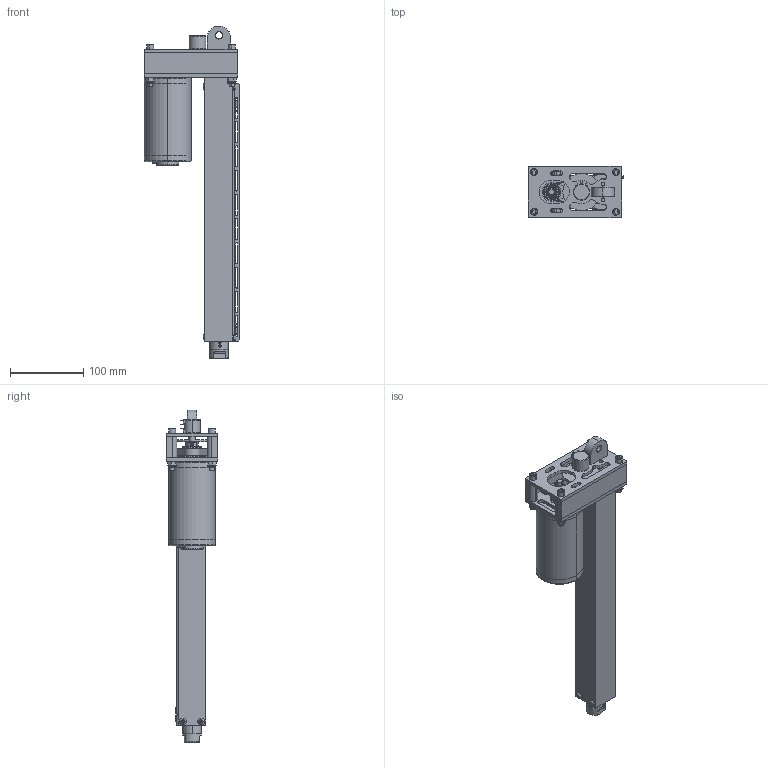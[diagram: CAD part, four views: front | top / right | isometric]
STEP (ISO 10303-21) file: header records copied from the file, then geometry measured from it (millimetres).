
FILE_DESCRIPTION (( 'STEP AP203' ), '1' );
FILE_NAME ('am-3072a DART 12.STEP', '2016-01-12T17:37:54', ( '' ), ( '' ), 'SwSTEP 2.0', 'SolidWorks 2014', '' );
FILE_SCHEMA (( 'CONFIG_CONTROL_DESIGN' ));
Length unit declared in the file: inch
Products named in the file (40): am-3263 12 Tooth Pulley; am-3271 DART 12 Lead Screw Module; R3 Bearing; am-3253 DART Bearing Block; 10-32x0625_shcs_HX-SHCS 0.19-32x1.375x1-C; CIM motor; am-3072a DART 12; am-3255 DART Back Bearing; am-3259 DART Ram End Bearing; 8mm_spring_clip am-0033; 10 turn potentiometer detail; am-3262 DART Nut; am-3257 DART 12 Lead Screw; am-3274 HTD Timing Belt 240-5M-09; am-1121; am-3250 DART Cap Plate; 1614Z Bearing_smart; am-3268 Gear, 14T, 48dp, Steel; 10 Washer_Preferred Narrow FW 0.19; 5-16 washer; am-3249 DART Pivot Block; 1875 dia 500 long 8-32_91259A166; am-3252 DART 12 Sensor Bracket; am-1400 BHCS 10-32 x 0.625 phillips_SBHCSCREW 0.19-32x0.5-HX-C; 250-20 Nylock Nut; am-2650 Spacer; Hall Effect Sensor; am-3258 DART Ram Cap; am-3275 DART Motor Module; SHCS 14-20 x 2; am-3251 DART Base Plate; BHCS 10-32 x 0.375 phillips_SBHCSCREW 0.19-32x0.5-HX-C; am-3256 DART Ram 12 Tube; am-3260 Spacer; FHCS 10-32x0.625_SCHCSCREW 0.19-32x0.625x0.625-HX-C; am-3267 Gear, 96T, 48dp, Acetal, Brass Hub, Set Screw; Round Collar 313; am-3265 30T Pulley; am-3254 DART 12 Square Tube Rev1-1; 10-32x0500_shcs_HX-SHCS 0.19-32x1.375x1-C
Assembly tree (63 placements, depth 3):
  am-3072a DART 12
    am-3275 DART Motor Module
      am-3250 DART Cap Plate
      am-3249 DART Pivot Block
      am-2650 Spacer  x2
      am-3251 DART Base Plate
      am-3267 Gear, 96T, 48dp, Acetal, Brass Hub, Set Screw
      am-3263 12 Tooth Pulley
      CIM motor
      10 turn potentiometer detail
      am-1121
      5-16 washer
      250-20 Nylock Nut  x4
      SHCS 14-20 x 2  x4
      FHCS 10-32x0.625_SCHCSCREW 0.19-32x0.625x0.625-HX-C  x4
      10-32x0500_shcs_HX-SHCS 0.19-32x1.375x1-C
      10-32x0625_shcs_HX-SHCS 0.19-32x1.375x1-C  x2
      8mm_spring_clip am-0033
      am-3274 HTD Timing Belt 240-5M-09
      10 Washer_Preferred Narrow FW 0.19  x2
      am-1400 BHCS 10-32 x 0.625 phillips_SBHCSCREW 0.19-32x0.5-HX-C
    am-3271 DART 12 Lead Screw Module
      am-3260 Spacer  x2
      am-3254 DART 12 Square Tube Rev1-1
      am-3253 DART Bearing Block
      am-3259 DART Ram End Bearing
      am-3257 DART 12 Lead Screw
      am-3268 Gear, 14T, 48dp, Steel
      am-3252 DART 12 Sensor Bracket
      am-3258 DART Ram Cap
      am-3256 DART Ram 12 Tube
      am-3265 30T Pulley
      am-1121
      R3 Bearing
      am-3255 DART Back Bearing
      am-3262 DART Nut
      1614Z Bearing_smart  x2
      1875 dia 500 long 8-32_91259A166
      Hall Effect Sensor  x2
      BHCS 10-32 x 0.375 phillips_SBHCSCREW 0.19-32x0.5-HX-C  x8
      Round Collar 313  x2
Bounding box: 130.37 x 69.85 x 451.93 mm (x, y, z)
Volume: 820514.7 mm3; surface area: 345236.5 mm2
Topology: 62 solids, 65 shells, 2210 faces, 5332 edges, 3313 vertices
Faces by surface type: plane 1033, cylinder 795, cone 268, bspline 68, torus 28, sphere 18
Entity records: 67321 total; most frequent: CARTESIAN_POINT 23507, DIRECTION 8387, ORIENTED_EDGE 7898, EDGE_CURVE 3953, AXIS2_PLACEMENT_3D 3166, VERTEX_POINT 2476, LINE 2055, VECTOR 2055
